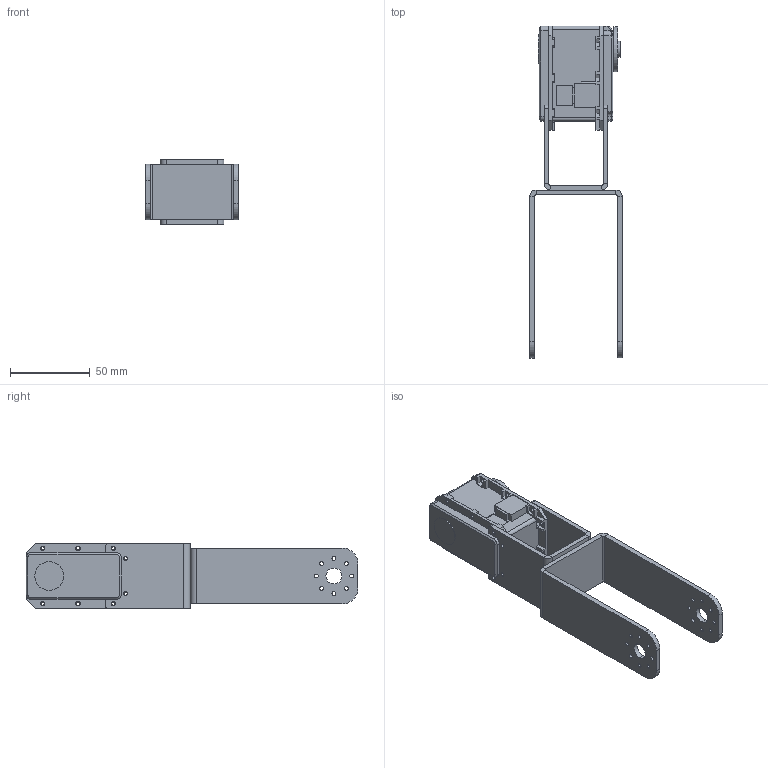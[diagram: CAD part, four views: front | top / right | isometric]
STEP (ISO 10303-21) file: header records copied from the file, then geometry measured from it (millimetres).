
FILE_DESCRIPTION (( 'STEP AP203' ), '1' );
FILE_NAME ('right_knee_part_Default_sldprt.STEP', '2018-08-27T14:13:31', ( '' ), ( '' ), 'SwSTEP 2.0', 'SolidWorks 2018', '' );
FILE_SCHEMA (( 'CONFIG_CONTROL_DESIGN' ));
Length unit declared in the file: millimetre
Products named in the file (1): right_knee_part_Default_sldprt
Bounding box: 58 x 207.57 x 40.66 mm (x, y, z)
Volume: 127655.6 mm3; surface area: 48770.7 mm2
Topology: 4 solids, 4 shells, 614 faces, 1663 edges, 1056 vertices
Faces by surface type: plane 309, cylinder 228, cone 63, bspline 14
Entity records: 20500 total; most frequent: CARTESIAN_POINT 4949, ORIENTED_EDGE 3302, DIRECTION 3092, EDGE_CURVE 1651, VERTEX_POINT 1056, AXIS2_PLACEMENT_3D 1054, VECTOR 984, LINE 984
